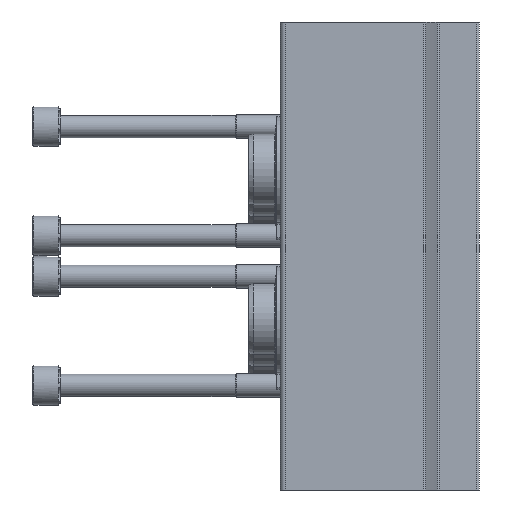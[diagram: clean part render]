
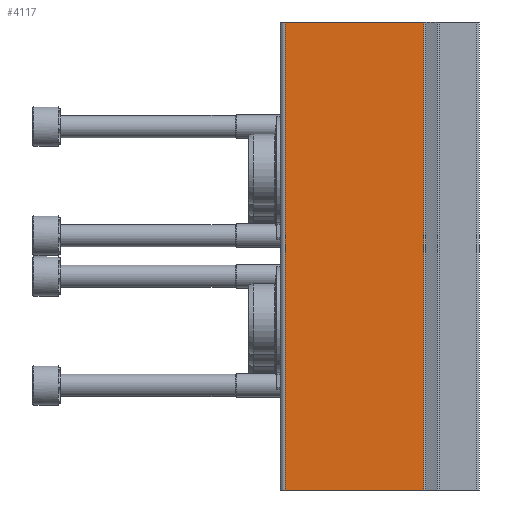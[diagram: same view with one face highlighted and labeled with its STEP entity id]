
A CAD part, left-side view. The second image highlights one B-rep face of the part: STEP entity #4117.
In plain terms, the highlighted planar face has unit normal (-1, 0, 0).
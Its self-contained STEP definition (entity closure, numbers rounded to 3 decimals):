
#134=PLANE('',#4444);
#540=ORIENTED_EDGE('',*,*,#1658,.F.);
#541=ORIENTED_EDGE('',*,*,#1657,.F.);
#542=ORIENTED_EDGE('',*,*,#1659,.T.);
#543=ORIENTED_EDGE('',*,*,#1660,.T.);
#1657=EDGE_CURVE('',#2216,#2214,#2616,.T.);
#1658=EDGE_CURVE('',#2214,#2217,#2617,.T.);
#1659=EDGE_CURVE('',#2216,#2218,#2618,.T.);
#1660=EDGE_CURVE('',#2218,#2217,#2619,.T.);
#2214=VERTEX_POINT('',#6447);
#2216=VERTEX_POINT('',#6451);
#2217=VERTEX_POINT('',#6455);
#2218=VERTEX_POINT('',#6457);
#2616=LINE('',#6452,#2910);
#2617=LINE('',#6454,#2911);
#2618=LINE('',#6456,#2912);
#2619=LINE('',#6458,#2913);
#2910=VECTOR('',#4987,1000.);
#2911=VECTOR('',#4990,1000.);
#2912=VECTOR('',#4991,1000.);
#2913=VECTOR('',#4992,1000.);
#3214=EDGE_LOOP('',(#540,#541,#542,#543));
#3624=FACE_BOUND('',#3214,.T.);
#4117=ADVANCED_FACE('',(#3624),#134,.T.);
#4444=AXIS2_PLACEMENT_3D('',#6453,#4988,#4989);
#4987=DIRECTION('',(0.,0.,1.));
#4988=DIRECTION('',(-1.,0.,0.));
#4989=DIRECTION('',(0.,0.,1.));
#4990=DIRECTION('',(0.,-1.,0.));
#4991=DIRECTION('',(0.,-1.,0.));
#4992=DIRECTION('',(0.,0.,1.));
#6447=CARTESIAN_POINT('',(-47.,41.5,0.));
#6451=CARTESIAN_POINT('',(-47.,41.5,-100.));
#6452=CARTESIAN_POINT('',(-47.,41.5,-100.));
#6453=CARTESIAN_POINT('',(-47.,41.5,-100.));
#6454=CARTESIAN_POINT('',(-47.,41.5,0.));
#6455=CARTESIAN_POINT('',(-47.,11.858,0.));
#6456=CARTESIAN_POINT('',(-47.,41.5,-100.));
#6457=CARTESIAN_POINT('',(-47.,11.858,-100.));
#6458=CARTESIAN_POINT('',(-47.,11.858,-100.));
